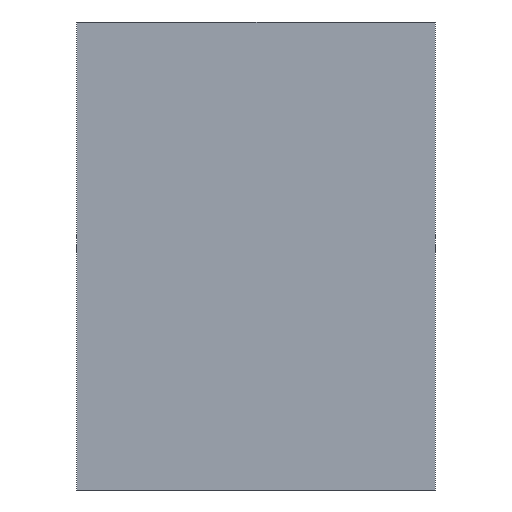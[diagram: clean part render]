
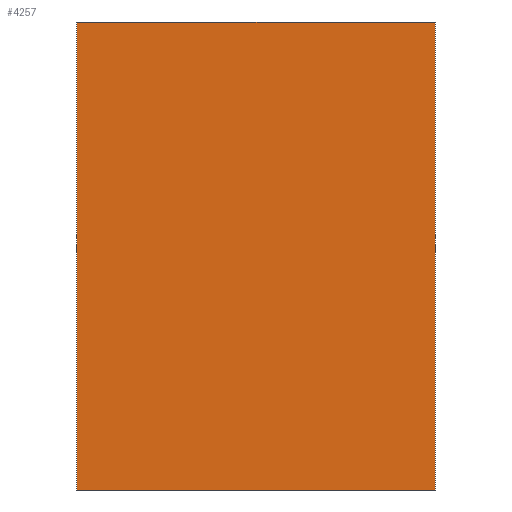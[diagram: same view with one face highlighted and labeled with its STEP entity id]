
A CAD part, left-side view. The second image highlights one B-rep face of the part: STEP entity #4257.
In plain terms, the highlighted planar face has unit normal (-1, 0, 0).
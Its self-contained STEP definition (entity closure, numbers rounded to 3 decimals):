
#59=DIRECTION('',(0.,0.,1.));
#60=VECTOR('',#59,0.3);
#61=CARTESIAN_POINT('',(-0.3,0.,-0.15));
#62=LINE('',#61,#60);
#150=DIRECTION('',(0.,1.,0.));
#151=VECTOR('',#150,0.23);
#152=CARTESIAN_POINT('',(-0.3,0.,0.15));
#153=LINE('',#152,#151);
#192=DIRECTION('',(0.,1.,0.));
#193=VECTOR('',#192,0.23);
#194=CARTESIAN_POINT('',(-0.3,0.,-0.15));
#195=LINE('',#194,#193);
#213=DIRECTION('',(0.,0.,1.));
#214=VECTOR('',#213,0.3);
#215=CARTESIAN_POINT('',(-0.3,0.23,-0.15));
#216=LINE('',#215,#214);
#3398=CARTESIAN_POINT('',(-0.3,0.,-0.15));
#3399=CARTESIAN_POINT('',(-0.3,0.,0.15));
#3400=VERTEX_POINT('',#3398);
#3401=VERTEX_POINT('',#3399);
#3406=CARTESIAN_POINT('',(-0.3,0.23,-0.15));
#3407=CARTESIAN_POINT('',(-0.3,0.23,0.15));
#3408=VERTEX_POINT('',#3406);
#3409=VERTEX_POINT('',#3407);
#4245=CARTESIAN_POINT('',(-0.3,0.,-0.15));
#4246=DIRECTION('',(-1.,0.,0.));
#4247=DIRECTION('',(0.,0.,1.));
#4248=AXIS2_PLACEMENT_3D('',#4245,#4246,#4247);
#4249=PLANE('',#4248);
#4250=ORIENTED_EDGE('',*,*,#4079,.F.);
#4251=ORIENTED_EDGE('',*,*,#4144,.T.);
#4253=ORIENTED_EDGE('',*,*,#4252,.T.);
#4254=ORIENTED_EDGE('',*,*,#4191,.F.);
#4255=EDGE_LOOP('',(#4250,#4251,#4253,#4254));
#4256=FACE_OUTER_BOUND('',#4255,.F.);
#4257=ADVANCED_FACE('',(#4256),#4249,.T.);
#4079=EDGE_CURVE('',#3400,#3401,#62,.T.);
#4144=EDGE_CURVE('',#3400,#3408,#195,.T.);
#4191=EDGE_CURVE('',#3401,#3409,#153,.T.);
#4252=EDGE_CURVE('',#3408,#3409,#216,.T.);
